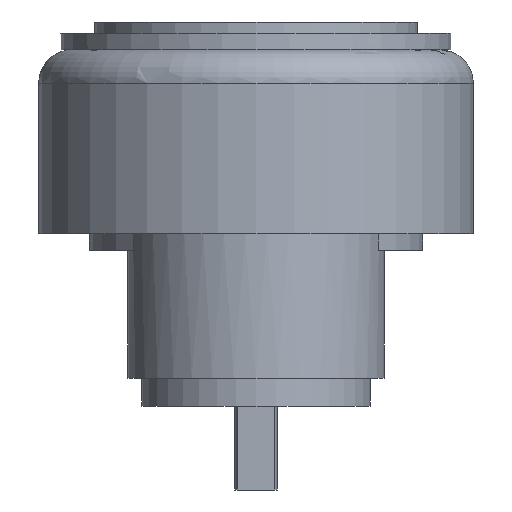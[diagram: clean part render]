
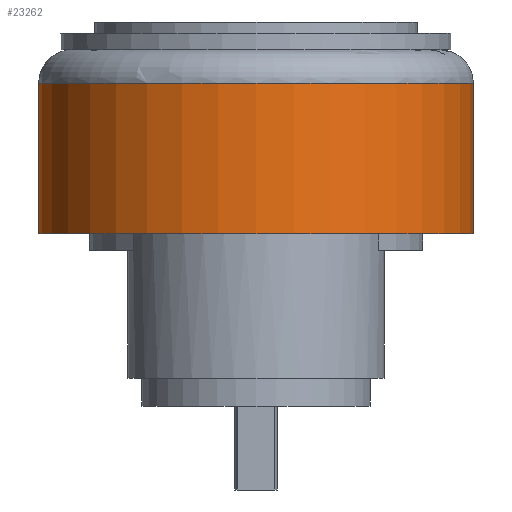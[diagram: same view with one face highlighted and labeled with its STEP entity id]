
A CAD part, left-side view. The second image highlights one B-rep face of the part: STEP entity #23262.
In plain terms, the highlighted cylindrical face has radius 39 mm (diameter 78 mm), a partial arc.
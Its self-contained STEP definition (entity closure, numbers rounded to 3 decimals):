
#532=CYLINDRICAL_SURFACE('',#24816,39.);
#1010=FACE_OUTER_BOUND('',#2293,.T.);
#2293=EDGE_LOOP('',(#16211,#16212,#16213,#16214));
#3681=CIRCLE('',#24817,39.);
#3682=CIRCLE('',#24818,39.);
#4862=LINE('',#36500,#7160);
#4863=LINE('',#36503,#7161);
#7160=VECTOR('',#28020,10.);
#7161=VECTOR('',#28023,10.);
#9558=VERTEX_POINT('',#36496);
#9559=VERTEX_POINT('',#36497);
#9560=VERTEX_POINT('',#36499);
#9561=VERTEX_POINT('',#36501);
#12089=EDGE_CURVE('',#9558,#9559,#3681,.T.);
#12090=EDGE_CURVE('',#9560,#9558,#4862,.T.);
#12091=EDGE_CURVE('',#9560,#9561,#3682,.T.);
#12092=EDGE_CURVE('',#9561,#9559,#4863,.T.);
#16211=ORIENTED_EDGE('',*,*,#12089,.F.);
#16212=ORIENTED_EDGE('',*,*,#12090,.F.);
#16213=ORIENTED_EDGE('',*,*,#12091,.T.);
#16214=ORIENTED_EDGE('',*,*,#12092,.T.);
#23262=ADVANCED_FACE('',(#1010),#532,.T.);
#24816=AXIS2_PLACEMENT_3D('',#36495,#28016,#28017);
#24817=AXIS2_PLACEMENT_3D('',#36498,#28018,#28019);
#24818=AXIS2_PLACEMENT_3D('',#36502,#28021,#28022);
#28016=DIRECTION('center_axis',(0.,0.,
1.));
#28017=DIRECTION('ref_axis',(0.,1.,0.));
#28018=DIRECTION('center_axis',(0.,0.,
1.));
#28019=DIRECTION('ref_axis',(-1.,0.,0.));
#28020=DIRECTION('',(0.,0.,1.));
#28021=DIRECTION('center_axis',(0.,0.,
1.));
#28022=DIRECTION('ref_axis',(0.,1.,0.));
#28023=DIRECTION('',(0.,0.,1.));
#36495=CARTESIAN_POINT('Origin',(79.671,217.578,-112.31));
#36496=CARTESIAN_POINT('',(79.671,256.578,-85.31));
#36497=CARTESIAN_POINT('',(79.671,178.578,-85.31));
#36498=CARTESIAN_POINT('Origin',(79.671,217.578,-85.31));
#36499=CARTESIAN_POINT('',(79.671,256.578,-112.31));
#36500=CARTESIAN_POINT('',(79.671,256.578,-112.31));
#36501=CARTESIAN_POINT('',(79.671,178.578,-112.31));
#36502=CARTESIAN_POINT('Origin',(79.671,217.578,-112.31));
#36503=CARTESIAN_POINT('',(79.671,178.578,-112.31));
